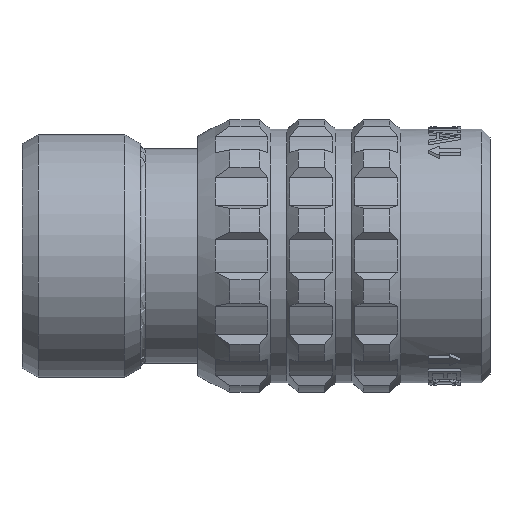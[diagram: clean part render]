
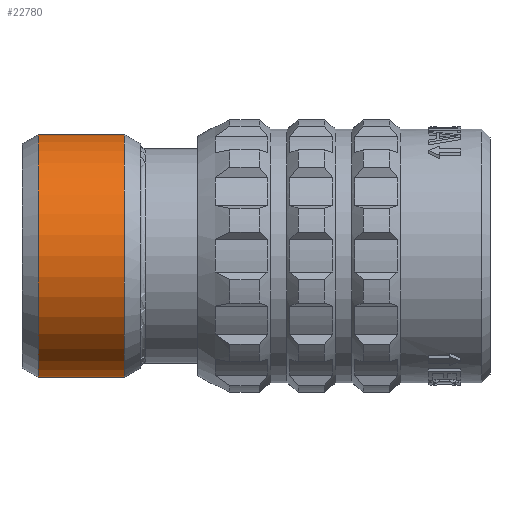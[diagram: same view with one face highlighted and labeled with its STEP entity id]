
A CAD part, top view. The second image highlights one B-rep face of the part: STEP entity #22780.
In plain terms, the highlighted cylindrical face has radius 7.475 mm (diameter 14.95 mm), a partial arc.
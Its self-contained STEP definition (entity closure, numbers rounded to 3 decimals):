
#3250=CARTESIAN_POINT('',(-9.8,0.,0.));
#3251=DIRECTION('',(1.,0.,0.));
#3252=DIRECTION('',(0.,1.,0.));
#3253=AXIS2_PLACEMENT_3D('',#3250,#3251,#3252);
#3255=CARTESIAN_POINT('',(-4.5,0.,0.));
#3256=DIRECTION('',(1.,0.,0.));
#3257=DIRECTION('',(0.,1.,0.));
#3258=AXIS2_PLACEMENT_3D('',#3255,#3256,#3257);
#3260=DIRECTION('',(-1.,0.,0.));
#3261=VECTOR('',#3260,5.3);
#3262=CARTESIAN_POINT('',(-4.5,7.475,0.));
#3263=LINE('1598',#3262,#3261);
#3264=DIRECTION('',(-1.,0.,0.));
#3265=VECTOR('',#3264,5.3);
#3266=CARTESIAN_POINT('',(-4.5,-7.475,0.));
#3267=LINE('1603',#3266,#3265);
#16632=CARTESIAN_POINT('',(-4.5,7.475,0.));
#16633=CARTESIAN_POINT('',(-9.8,7.475,0.));
#16634=VERTEX_POINT('',#16632);
#16635=VERTEX_POINT('',#16633);
#16642=CARTESIAN_POINT('',(-4.5,-7.475,0.));
#16643=CARTESIAN_POINT('',(-9.8,-7.475,0.));
#16644=VERTEX_POINT('',#16642);
#16645=VERTEX_POINT('',#16643);
#22766=CARTESIAN_POINT('',(-12.24,0.,0.));
#22767=DIRECTION('',(1.,0.,0.));
#22768=DIRECTION('',(0.,-1.,0.));
#22769=AXIS2_PLACEMENT_3D('',#22766,#22767,#22768);
#22770=CYLINDRICAL_SURFACE('277',#22769,7.475);
#22772=ORIENTED_EDGE('1598',*,*,#22771,.F.);
#22774=ORIENTED_EDGE('1615',*,*,#22773,.T.);
#22776=ORIENTED_EDGE('1603',*,*,#22775,.T.);
#22777=ORIENTED_EDGE('1616',*,*,#22752,.F.);
#22778=EDGE_LOOP('277',(#22772,#22774,#22776,#22777));
#22779=FACE_OUTER_BOUND('277',#22778,.F.);
#3254=CIRCLE('1616',#3253,7.475);
#3259=CIRCLE('1615',#3258,7.475);
#22752=EDGE_CURVE('1616',#16635,#16645,#3254,.T.);
#22771=EDGE_CURVE('1598',#16634,#16635,#3263,.T.);
#22773=EDGE_CURVE('1615',#16634,#16644,#3259,.T.);
#22775=EDGE_CURVE('1603',#16644,#16645,#3267,.T.);
#22780=ADVANCED_FACE('277',(#22779),#22770,.T.);
